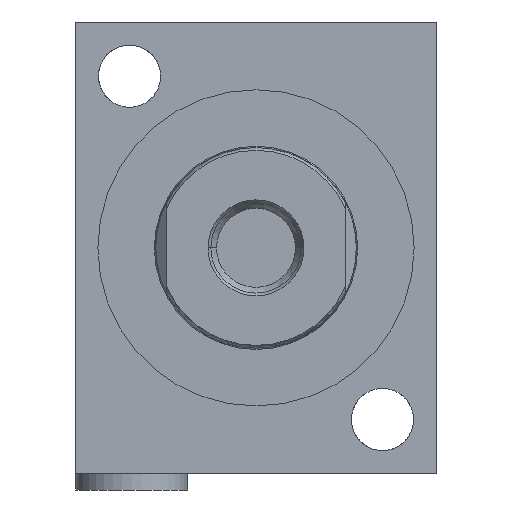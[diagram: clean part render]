
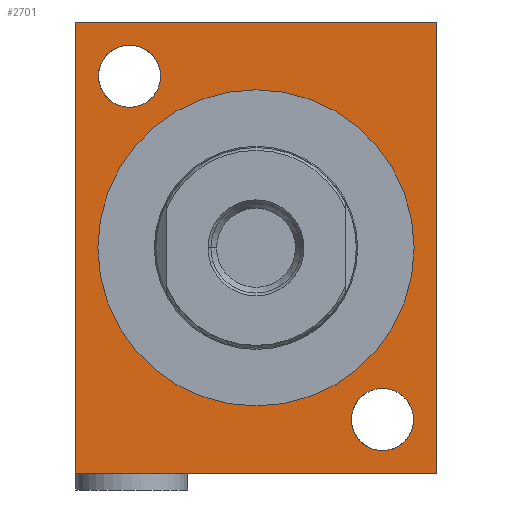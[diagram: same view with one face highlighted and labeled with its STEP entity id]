
A CAD part, left-side view. The second image highlights one B-rep face of the part: STEP entity #2701.
In plain terms, the highlighted planar face has unit normal (-1, 0, 0).
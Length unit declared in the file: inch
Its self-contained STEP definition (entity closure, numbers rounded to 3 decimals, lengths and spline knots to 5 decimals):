
#477=DIRECTION('',(0.,-1.,0.));
#478=VECTOR('',#477,2.);
#479=CARTESIAN_POINT('',(0.,1.,1.25));
#480=LINE('',#479,#478);
#484=DIRECTION('',(0.,0.,-1.));
#485=VECTOR('',#484,2.5);
#486=CARTESIAN_POINT('',(0.,-1.,1.25));
#487=LINE('',#486,#485);
#491=DIRECTION('',(0.,1.,0.));
#492=VECTOR('',#491,2.);
#493=CARTESIAN_POINT('',(0.,-1.,-1.25));
#494=LINE('',#493,#492);
#498=DIRECTION('',(0.,0.,1.));
#499=VECTOR('',#498,2.5);
#500=CARTESIAN_POINT('',(0.,1.,-1.25));
#501=LINE('',#500,#499);
#505=CARTESIAN_POINT('',(0.,0.7,0.95));
#506=DIRECTION('',(1.,0.,0.));
#507=DIRECTION('',(0.,1.,0.));
#508=AXIS2_PLACEMENT_3D('',#505,#506,#507);
#513=CARTESIAN_POINT('',(0.,0.7,0.95));
#514=DIRECTION('',(1.,0.,0.));
#515=DIRECTION('',(0.,-1.,0.));
#516=AXIS2_PLACEMENT_3D('',#513,#514,#515);
#521=CARTESIAN_POINT('',(0.,-0.7,-0.95));
#522=DIRECTION('',(1.,0.,0.));
#523=DIRECTION('',(0.,1.,0.));
#524=AXIS2_PLACEMENT_3D('',#521,#522,#523);
#529=CARTESIAN_POINT('',(0.,-0.7,-0.95));
#530=DIRECTION('',(1.,0.,0.));
#531=DIRECTION('',(0.,-1.,0.));
#532=AXIS2_PLACEMENT_3D('',#529,#530,#531);
#537=CARTESIAN_POINT('',(0.,0.,0.));
#538=DIRECTION('',(-1.,0.,0.));
#539=DIRECTION('',(0.,1.,0.));
#540=AXIS2_PLACEMENT_3D('',#537,#538,#539);
#545=CARTESIAN_POINT('',(0.,0.,0.));
#546=DIRECTION('',(-1.,0.,0.));
#547=DIRECTION('',(0.,-1.,0.));
#548=AXIS2_PLACEMENT_3D('',#545,#546,#547);
#1926=CARTESIAN_POINT('',(0.,1.,1.25));
#1927=CARTESIAN_POINT('',(0.,-1.,1.25));
#1928=VERTEX_POINT('',#1926);
#1929=VERTEX_POINT('',#1927);
#1930=CARTESIAN_POINT('',(0.,-1.,-1.25));
#1931=VERTEX_POINT('',#1930);
#1932=CARTESIAN_POINT('',(0.,1.,-1.25));
#1933=VERTEX_POINT('',#1932);
#1942=CARTESIAN_POINT('',(0.,0.872,0.95));
#1943=CARTESIAN_POINT('',(0.,0.528,0.95));
#1944=VERTEX_POINT('',#1942);
#1945=VERTEX_POINT('',#1943);
#2070=CARTESIAN_POINT('',(0.,-0.528,-0.95));
#2071=CARTESIAN_POINT('',(0.,-0.872,-0.95));
#2072=VERTEX_POINT('',#2070);
#2073=VERTEX_POINT('',#2071);
#2090=CARTESIAN_POINT('',(0.,0.875,0.));
#2091=CARTESIAN_POINT('',(0.,-0.875,0.));
#2092=VERTEX_POINT('',#2090);
#2093=VERTEX_POINT('',#2091);
#2669=CARTESIAN_POINT('',(0.,0.,0.));
#2670=DIRECTION('',(1.,0.,0.));
#2671=DIRECTION('',(0.,0.,-1.));
#2672=AXIS2_PLACEMENT_3D('',#2669,#2670,#2671);
#2673=PLANE('',#2672);
#2675=ORIENTED_EDGE('',*,*,#2674,.T.);
#2677=ORIENTED_EDGE('',*,*,#2676,.T.);
#2679=ORIENTED_EDGE('',*,*,#2678,.T.);
#2681=ORIENTED_EDGE('',*,*,#2680,.T.);
#2682=EDGE_LOOP('',(#2675,#2677,#2679,#2681));
#2683=FACE_OUTER_BOUND('',#2682,.F.);
#2685=ORIENTED_EDGE('',*,*,#2684,.F.);
#2687=ORIENTED_EDGE('',*,*,#2686,.F.);
#2688=EDGE_LOOP('',(#2685,#2687));
#2689=FACE_BOUND('',#2688,.F.);
#2691=ORIENTED_EDGE('',*,*,#2690,.F.);
#2693=ORIENTED_EDGE('',*,*,#2692,.F.);
#2694=EDGE_LOOP('',(#2691,#2693));
#2695=FACE_BOUND('',#2694,.F.);
#2696=ORIENTED_EDGE('',*,*,#2659,.T.);
#2698=ORIENTED_EDGE('',*,*,#2697,.T.);
#2699=EDGE_LOOP('',(#2696,#2698));
#2700=FACE_BOUND('',#2699,.F.);
#2701=ADVANCED_FACE('',(#2683,#2689,#2695,#2700),#2673,.F.);
#509=CIRCLE('',#508,0.172);
#517=CIRCLE('',#516,0.172);
#525=CIRCLE('',#524,0.172);
#533=CIRCLE('',#532,0.172);
#541=CIRCLE('',#540,0.875);
#549=CIRCLE('',#548,0.875);
#2659=EDGE_CURVE('',#2092,#2093,#541,.T.);
#2674=EDGE_CURVE('',#1928,#1929,#480,.T.);
#2676=EDGE_CURVE('',#1929,#1931,#487,.T.);
#2678=EDGE_CURVE('',#1931,#1933,#494,.T.);
#2680=EDGE_CURVE('',#1933,#1928,#501,.T.);
#2684=EDGE_CURVE('',#1944,#1945,#509,.T.);
#2686=EDGE_CURVE('',#1945,#1944,#517,.T.);
#2690=EDGE_CURVE('',#2072,#2073,#525,.T.);
#2692=EDGE_CURVE('',#2073,#2072,#533,.T.);
#2697=EDGE_CURVE('',#2093,#2092,#549,.T.);
